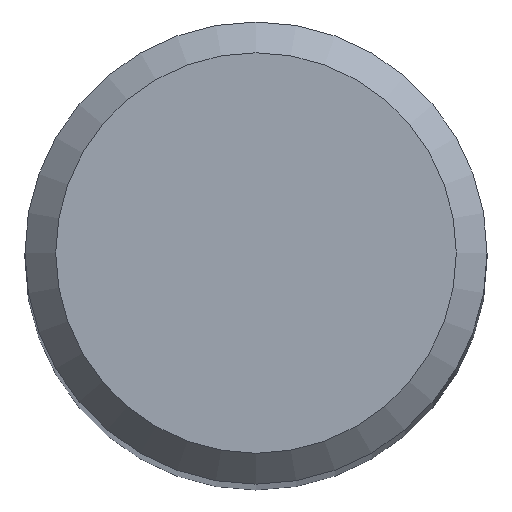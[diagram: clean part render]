
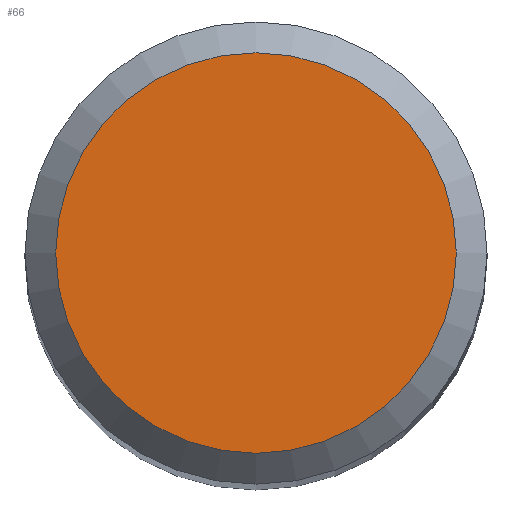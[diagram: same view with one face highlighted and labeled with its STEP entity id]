
A CAD part, top view. The second image highlights one B-rep face of the part: STEP entity #66.
In plain terms, the highlighted planar face has unit normal (0, 0, 1).
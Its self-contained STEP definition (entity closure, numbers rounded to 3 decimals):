
#42=PLANE('',#261);
#49=FACE_OUTER_BOUND('',#117,.T.);
#66=ADVANCED_FACE('',(#49),#42,.F.);
#117=EDGE_LOOP('',(#144));
#144=ORIENTED_EDGE('',*,*,#186,.T.);
#172=VERTEX_POINT('',#389);
#186=EDGE_CURVE('',#172,#172,#198,.T.);
#198=CIRCLE('',#260,2.6);
#260=AXIS2_PLACEMENT_3D('',#388,#310,#311);
#261=AXIS2_PLACEMENT_3D('',#390,#312,#313);
#310=DIRECTION('',(0.,0.,1.));
#311=DIRECTION('',(-1.,0.,0.));
#312=DIRECTION('',(0.,0.,-1.));
#313=DIRECTION('',(-1.,0.,0.));
#388=CARTESIAN_POINT('',(0.,0.,0.));
#389=CARTESIAN_POINT('',(-2.6,0.,0.));
#390=CARTESIAN_POINT('',(0.,3.,0.));
